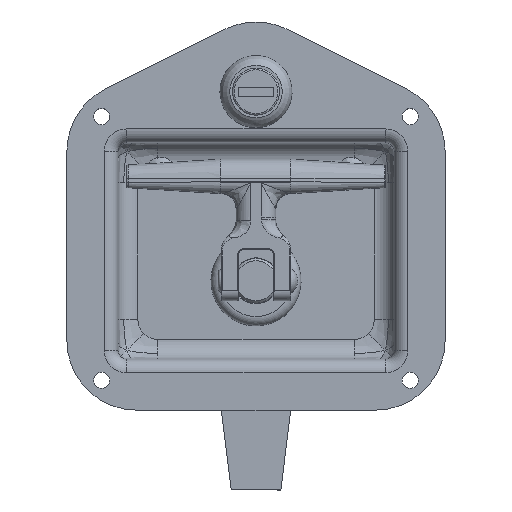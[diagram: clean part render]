
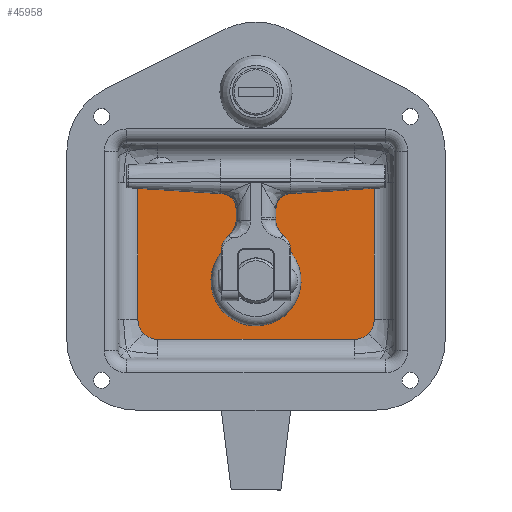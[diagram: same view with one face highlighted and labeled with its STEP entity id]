
A CAD part, top view. The second image highlights one B-rep face of the part: STEP entity #45958.
In plain terms, the highlighted planar face has unit normal (0, 0, 1).
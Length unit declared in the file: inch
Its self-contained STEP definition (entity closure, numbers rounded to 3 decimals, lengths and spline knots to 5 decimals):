
#43378=CARTESIAN_POINT('',(1.41178,2.53231,-0.93046));
#43379=VERTEX_POINT('',#43378);
#43390=CARTESIAN_POINT('',(1.485,2.35553,-0.93046));
#43391=VERTEX_POINT('',#43390);
#43392=CARTESIAN_POINT('',(1.235,2.35553,-0.93046));
#43393=DIRECTION('',(0.,0.,1.0));
#43394=DIRECTION('',(0.707,0.707,0.));
#43395=AXIS2_PLACEMENT_3D('',#43392,#43393,#43394);
#43396=CIRCLE('',#43395,0.25);
#43397=EDGE_CURVE('',#43391,#43379,#43396,.T.);
#43815=CARTESIAN_POINT('',(-1.41078,2.53231,-0.93046));
#43816=VERTEX_POINT('',#43815);
#43827=CARTESIAN_POINT('',(-1.234,2.60553,-0.93046));
#43828=VERTEX_POINT('',#43827);
#43829=CARTESIAN_POINT('',(-1.234,2.35553,-0.93046));
#43830=DIRECTION('',(0.,0.,1.0));
#43831=DIRECTION('',(-0.707,0.707,0.));
#43832=AXIS2_PLACEMENT_3D('',#43829,#43830,#43831);
#43833=CIRCLE('',#43832,0.25);
#43834=EDGE_CURVE('',#43828,#43816,#43833,.T.);
#44252=CARTESIAN_POINT('',(1.41178,0.45975,-0.93046));
#44253=VERTEX_POINT('',#44252);
#44264=CARTESIAN_POINT('',(1.235,0.38653,-0.93046));
#44265=VERTEX_POINT('',#44264);
#44266=CARTESIAN_POINT('',(1.235,0.63653,-0.93046));
#44267=DIRECTION('',(0.,0.,1.0));
#44268=DIRECTION('',(0.707,-0.707,0.));
#44269=AXIS2_PLACEMENT_3D('',#44266,#44267,#44268);
#44270=CIRCLE('',#44269,0.25);
#44271=EDGE_CURVE('',#44265,#44253,#44270,.T.);
#44689=CARTESIAN_POINT('',(-1.41078,0.45975,-0.93046));
#44690=VERTEX_POINT('',#44689);
#44701=CARTESIAN_POINT('',(-1.484,0.63653,-0.93046));
#44702=VERTEX_POINT('',#44701);
#44703=CARTESIAN_POINT('',(-1.234,0.63653,-0.93046));
#44704=DIRECTION('',(0.,0.,1.0));
#44705=DIRECTION('',(-0.707,-0.707,0.));
#44706=AXIS2_PLACEMENT_3D('',#44703,#44704,#44705);
#44707=CIRCLE('',#44706,0.25);
#44708=EDGE_CURVE('',#44702,#44690,#44707,.T.);
#45067=CARTESIAN_POINT('',(0.289,1.12053,-0.93046));
#45068=VERTEX_POINT('',#45067);
#45069=CARTESIAN_POINT('',(0.,1.12053,-0.93046));
#45070=DIRECTION('',(0.0,0.0,-1.0));
#45071=DIRECTION('',(-1.0,0.0,0.0));
#45072=AXIS2_PLACEMENT_3D('',#45069,#45070,#45071);
#45073=CIRCLE('',#45072,0.289);
#45074=EDGE_CURVE('',#45068,#45068,#45073,.T.);
#45095=CARTESIAN_POINT('',(1.293,2.49053,-0.93046));
#45096=VERTEX_POINT('',#45095);
#45097=CARTESIAN_POINT('',(1.195,2.49053,-0.93046));
#45098=DIRECTION('',(0.0,0.0,-1.0));
#45099=DIRECTION('',(-1.0,0.0,0.0));
#45100=AXIS2_PLACEMENT_3D('',#45097,#45098,#45099);
#45101=CIRCLE('',#45100,0.098);
#45102=EDGE_CURVE('',#45096,#45096,#45101,.T.);
#45123=CARTESIAN_POINT('',(-1.097,2.49053,-0.93046));
#45124=VERTEX_POINT('',#45123);
#45125=CARTESIAN_POINT('',(-1.195,2.49053,-0.93046));
#45126=DIRECTION('',(0.0,0.0,-1.0));
#45127=DIRECTION('',(-1.0,0.0,0.0));
#45128=AXIS2_PLACEMENT_3D('',#45125,#45126,#45127);
#45129=CIRCLE('',#45128,0.098);
#45130=EDGE_CURVE('',#45124,#45124,#45129,.T.);
#45554=CARTESIAN_POINT('',(-1.234,0.38653,-0.93046));
#45555=VERTEX_POINT('',#45554);
#45563=CARTESIAN_POINT('',(-1.234,0.63653,-0.93046));
#45564=DIRECTION('',(0.,0.,1.0));
#45565=DIRECTION('',(-0.707,-0.707,0.));
#45566=AXIS2_PLACEMENT_3D('',#45563,#45564,#45565);
#45567=CIRCLE('',#45566,0.25);
#45568=EDGE_CURVE('',#44690,#45555,#45567,.T.);
#45625=CARTESIAN_POINT('',(1.485,0.63653,-0.93046));
#45626=VERTEX_POINT('',#45625);
#45634=CARTESIAN_POINT('',(1.235,0.63653,-0.93046));
#45635=DIRECTION('',(0.,0.,1.0));
#45636=DIRECTION('',(0.707,-0.707,0.));
#45637=AXIS2_PLACEMENT_3D('',#45634,#45635,#45636);
#45638=CIRCLE('',#45637,0.25);
#45639=EDGE_CURVE('',#44253,#45626,#45638,.T.);
#45651=CARTESIAN_POINT('',(-1.234,0.38653,-0.93046));
#45652=DIRECTION('',(1.0,0.0,0.0));
#45653=VECTOR('',#45652,2.469);
#45654=LINE('',#45651,#45653);
#45655=EDGE_CURVE('',#45555,#44265,#45654,.T.);
#45715=CARTESIAN_POINT('',(-1.484,2.35553,-0.93046));
#45716=VERTEX_POINT('',#45715);
#45724=CARTESIAN_POINT('',(-1.234,2.35553,-0.93046));
#45725=DIRECTION('',(0.,0.,1.0));
#45726=DIRECTION('',(-0.707,0.707,0.));
#45727=AXIS2_PLACEMENT_3D('',#45724,#45725,#45726);
#45728=CIRCLE('',#45727,0.25);
#45729=EDGE_CURVE('',#43816,#45716,#45728,.T.);
#45804=CARTESIAN_POINT('',(1.235,2.60553,-0.93046));
#45805=VERTEX_POINT('',#45804);
#45813=CARTESIAN_POINT('',(1.235,2.35553,-0.93046));
#45814=DIRECTION('',(0.,0.,1.0));
#45815=DIRECTION('',(0.707,0.707,0.));
#45816=AXIS2_PLACEMENT_3D('',#45813,#45814,#45815);
#45817=CIRCLE('',#45816,0.25);
#45818=EDGE_CURVE('',#43379,#45805,#45817,.T.);
#45853=CARTESIAN_POINT('',(1.485,0.63653,-0.93046));
#45854=DIRECTION('',(0.0,1.0,0.0));
#45855=VECTOR('',#45854,1.719);
#45856=LINE('',#45853,#45855);
#45857=EDGE_CURVE('',#45626,#43391,#45856,.T.);
#45877=CARTESIAN_POINT('',(1.235,2.60553,-0.93046));
#45878=DIRECTION('',(-1.0,0.0,0.0));
#45879=VECTOR('',#45878,2.469);
#45880=LINE('',#45877,#45879);
#45881=EDGE_CURVE('',#45805,#43828,#45880,.T.);
#45901=CARTESIAN_POINT('',(-1.484,2.35553,-0.93046));
#45902=DIRECTION('',(0.0,-1.0,0.0));
#45903=VECTOR('',#45902,1.719);
#45904=LINE('',#45901,#45903);
#45905=EDGE_CURVE('',#45716,#44702,#45904,.T.);
#45930=CARTESIAN_POINT('',(0.0005,1.49603,-0.93046));
#45931=DIRECTION('',(0.0,0.0,1.0));
#45932=DIRECTION('',(1.0,0.0,0.0));
#45933=AXIS2_PLACEMENT_3D('',#45930,#45931,#45932);
#45934=PLANE('',#45933);
#45935=ORIENTED_EDGE('',*,*,#43397,.T.);
#45936=ORIENTED_EDGE('',*,*,#45818,.T.);
#45937=ORIENTED_EDGE('',*,*,#45881,.T.);
#45938=ORIENTED_EDGE('',*,*,#43834,.T.);
#45939=ORIENTED_EDGE('',*,*,#45729,.T.);
#45940=ORIENTED_EDGE('',*,*,#45905,.T.);
#45941=ORIENTED_EDGE('',*,*,#44708,.T.);
#45942=ORIENTED_EDGE('',*,*,#45568,.T.);
#45943=ORIENTED_EDGE('',*,*,#45655,.T.);
#45944=ORIENTED_EDGE('',*,*,#44271,.T.);
#45945=ORIENTED_EDGE('',*,*,#45639,.T.);
#45946=ORIENTED_EDGE('',*,*,#45857,.T.);
#45947=EDGE_LOOP('',(#45935,#45936,#45937,#45938,#45939,#45940,#45941,#45942,#45943,#45944,#45945,#45946));
#45948=FACE_OUTER_BOUND('',#45947,.T.);
#45949=ORIENTED_EDGE('',*,*,#45074,.T.);
#45950=EDGE_LOOP('',(#45949));
#45951=FACE_BOUND('',#45950,.T.);
#45952=ORIENTED_EDGE('',*,*,#45102,.T.);
#45953=EDGE_LOOP('',(#45952));
#45954=FACE_BOUND('',#45953,.T.);
#45955=ORIENTED_EDGE('',*,*,#45130,.T.);
#45956=EDGE_LOOP('',(#45955));
#45957=FACE_BOUND('',#45956,.T.);
#45958=ADVANCED_FACE('',(#45948,#45951,#45954,#45957),#45934,.T.);
